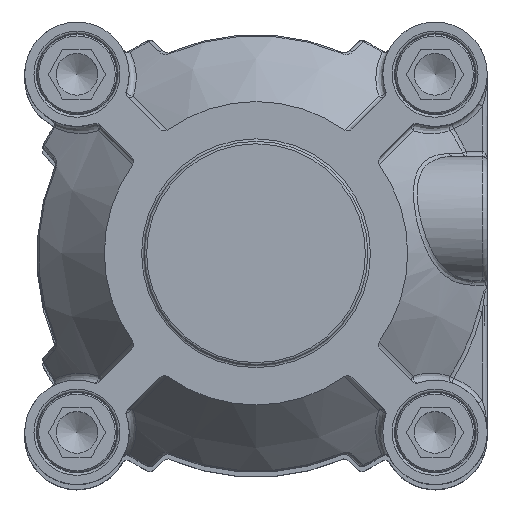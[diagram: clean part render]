
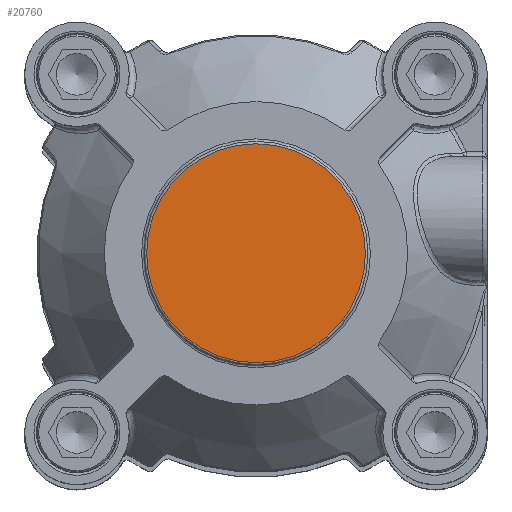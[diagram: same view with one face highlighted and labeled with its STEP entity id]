
A CAD part, top view. The second image highlights one B-rep face of the part: STEP entity #20760.
In plain terms, the highlighted planar face has unit normal (0, 0, 1).
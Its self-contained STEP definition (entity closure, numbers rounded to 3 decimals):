
#2238=FACE_OUTER_BOUND('',#3528,.T.);
#3528=EDGE_LOOP('',(#14637,#14638));
#4951=CIRCLE('',#22419,22.);
#4952=CIRCLE('',#22420,22.);
#9147=VERTEX_POINT('',#32698);
#9148=VERTEX_POINT('',#32700);
#11236=EDGE_CURVE('',#9147,#9148,#4951,.T.);
#11237=EDGE_CURVE('',#9148,#9147,#4952,.T.);
#14637=ORIENTED_EDGE('',*,*,#11237,.F.);
#14638=ORIENTED_EDGE('',*,*,#11236,.F.);
#20261=PLANE('',#22422);
#20760=ADVANCED_FACE('',(#2238),#20261,.F.);
#22419=AXIS2_PLACEMENT_3D('',#32701,#25013,#25014);
#22420=AXIS2_PLACEMENT_3D('',#32702,#25015,#25016);
#22422=AXIS2_PLACEMENT_3D('',#32704,#25019,#25020);
#25013=DIRECTION('center_axis',(0.,0.,-1.));
#25014=DIRECTION('ref_axis',(1.,0.,0.));
#25015=DIRECTION('center_axis',(0.,0.,-1.));
#25016=DIRECTION('ref_axis',(1.,0.,0.));
#25019=DIRECTION('center_axis',(0.,0.,-1.));
#25020=DIRECTION('ref_axis',(-1.,0.,0.));
#32698=CARTESIAN_POINT('',(22.,0.,52.));
#32700=CARTESIAN_POINT('',(-22.,0.,52.));
#32701=CARTESIAN_POINT('Origin',(0.,0.,52.));
#32702=CARTESIAN_POINT('Origin',(0.,0.,52.));
#32704=CARTESIAN_POINT('Origin',(104.963,0.,52.));
